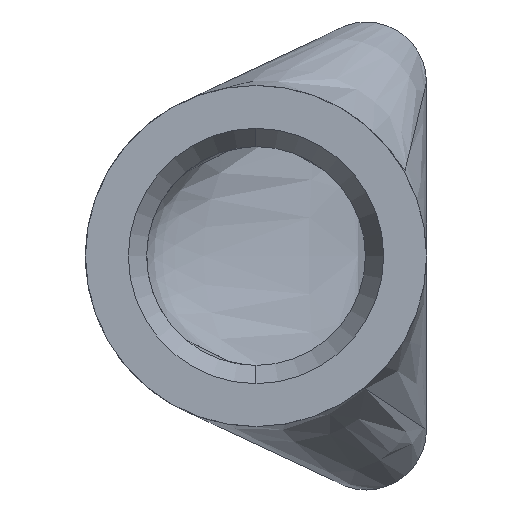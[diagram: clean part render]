
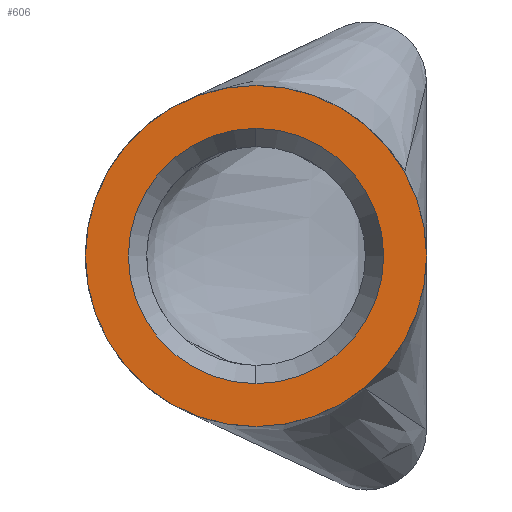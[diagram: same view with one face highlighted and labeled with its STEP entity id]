
A CAD part, left-side view. The second image highlights one B-rep face of the part: STEP entity #606.
In plain terms, the highlighted planar face has unit normal (-1, 0, 0).
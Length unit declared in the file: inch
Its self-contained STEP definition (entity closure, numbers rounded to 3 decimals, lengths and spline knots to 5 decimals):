
#21 = AXIS2_PLACEMENT_3D ( 'NONE', #853, #371, #472 ) ;
#75 = CARTESIAN_POINT ( 'NONE',  ( 0., 0.594, 0. ) ) ;
#95 = CIRCLE ( 'NONE', #741, 0.594 ) ;
#118 = CIRCLE ( 'NONE', #143, 0.44451 ) ;
#140 = EDGE_CURVE ( 'NONE', #1105, #494, #1076, .T. ) ;
#143 = AXIS2_PLACEMENT_3D ( 'NONE', #75, #343, #1041 ) ;
#155 = CARTESIAN_POINT ( 'NONE',  ( 0., 0.594, 0. ) ) ;
#162 = VERTEX_POINT ( 'NONE', #730 ) ;
#171 = CARTESIAN_POINT ( 'NONE',  ( 0., 0.594, -0.594 ) ) ;
#326 = EDGE_LOOP ( 'NONE', ( #548, #900 ) ) ;
#343 = DIRECTION ( 'NONE',  ( 1., 0., 0. ) ) ;
#346 = CARTESIAN_POINT ( 'NONE',  ( 0., 0.594, 0.594 ) ) ;
#349 = CARTESIAN_POINT ( 'NONE',  ( 0., 0., 0. ) ) ;
#365 = CIRCLE ( 'NONE', #21, 0.44451 ) ;
#371 = DIRECTION ( 'NONE',  ( 1., 0., 0. ) ) ;
#472 = DIRECTION ( 'NONE',  ( 0., 0., 1. ) ) ;
#488 = AXIS2_PLACEMENT_3D ( 'NONE', #155, #918, #704 ) ;
#494 = VERTEX_POINT ( 'NONE', #346 ) ;
#548 = ORIENTED_EDGE ( 'NONE', *, *, #896, .T. ) ;
#552 = DIRECTION ( 'NONE',  ( -1., 0., 0. ) ) ;
#559 = DIRECTION ( 'NONE',  ( 0., 0., 1. ) ) ;
#606 = ADVANCED_FACE ( 'NONE', ( #1083, #1021 ), #850, .T. ) ;
#614 = ORIENTED_EDGE ( 'NONE', *, *, #677, .T. ) ;
#677 = EDGE_CURVE ( 'NONE', #1184, #162, #118, .T. ) ;
#704 = DIRECTION ( 'NONE',  ( 0., 0., 1. ) ) ;
#730 = CARTESIAN_POINT ( 'NONE',  ( 0., 0.594, 0.44451 ) ) ;
#741 = AXIS2_PLACEMENT_3D ( 'NONE', #1051, #859, #1150 ) ;
#850 = PLANE ( 'NONE',  #926 ) ;
#853 = CARTESIAN_POINT ( 'NONE',  ( 0., 0.594, 0. ) ) ;
#859 = DIRECTION ( 'NONE',  ( -1., 0., 0. ) ) ;
#896 = EDGE_CURVE ( 'NONE', #494, #1105, #95, .T. ) ;
#900 = ORIENTED_EDGE ( 'NONE', *, *, #140, .T. ) ;
#918 = DIRECTION ( 'NONE',  ( -1., 0., 0. ) ) ;
#926 = AXIS2_PLACEMENT_3D ( 'NONE', #349, #552, #559 ) ;
#956 = CARTESIAN_POINT ( 'NONE',  ( 0., 0.594, -0.44451 ) ) ;
#987 = ORIENTED_EDGE ( 'NONE', *, *, #1246, .T. ) ;
#1021 = FACE_OUTER_BOUND ( 'NONE', #326, .T. ) ;
#1041 = DIRECTION ( 'NONE',  ( 0., 0., 1. ) ) ;
#1051 = CARTESIAN_POINT ( 'NONE',  ( 0., 0.594, 0. ) ) ;
#1076 = CIRCLE ( 'NONE', #488, 0.594 ) ;
#1083 = FACE_BOUND ( 'NONE', #1209, .T. ) ;
#1105 = VERTEX_POINT ( 'NONE', #171 ) ;
#1150 = DIRECTION ( 'NONE',  ( 0., 0., 1. ) ) ;
#1184 = VERTEX_POINT ( 'NONE', #956 ) ;
#1209 = EDGE_LOOP ( 'NONE', ( #987, #614 ) ) ;
#1246 = EDGE_CURVE ( 'NONE', #162, #1184, #365, .T. ) ;
